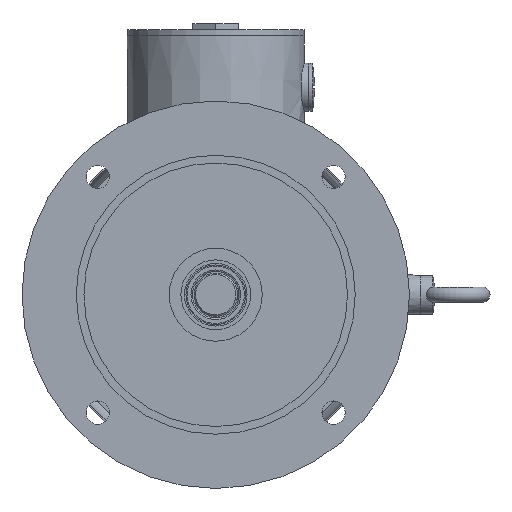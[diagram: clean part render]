
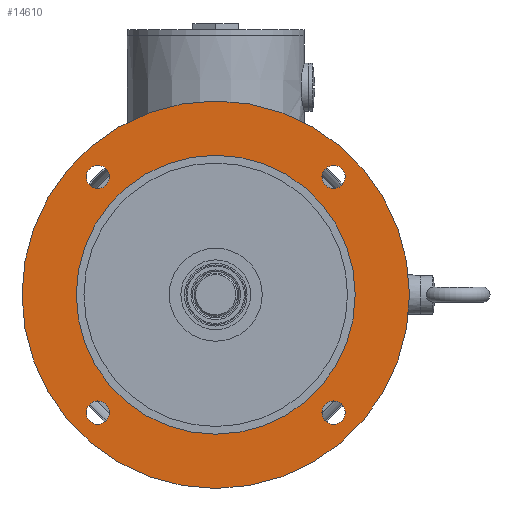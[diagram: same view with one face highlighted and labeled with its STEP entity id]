
A CAD part, left-side view. The second image highlights one B-rep face of the part: STEP entity #14610.
In plain terms, the highlighted planar face has unit normal (-1, 0, 0).
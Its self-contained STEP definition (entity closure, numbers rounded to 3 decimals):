
#14610=ADVANCED_FACE('', (#14620,#14630,#14640,#14650,#14660,#14670), 
#14680, .T.);
#47590=AXIS2_PLACEMENT_3D('Ax2Pl3d', #47600, #47610, #47620);
#47670=AXIS2_PLACEMENT_3D('Ax2Pl3d', #47680, #47690, #47700);
#47750=AXIS2_PLACEMENT_3D('Ax2Pl3d', #47760, #47770, #47780);
#47830=AXIS2_PLACEMENT_3D('Ax2Pl3d', #47840, #47850, #47860);
#47870=AXIS2_PLACEMENT_3D('Ax2Pl3d', #47880, #47890, #47900);
#47910=AXIS2_PLACEMENT_3D('Ax2Pl3d', #47920, #47930, #47940);
#47950=AXIS2_PLACEMENT_3D('Ax2Pl3d', #47960, #47970, #47980);
#47600=CARTESIAN_POINT('HicPkt', (-27.798,-75.37,
76.014));
#100190=CARTESIAN_POINT('', (-27.798,-67.87,
76.014));
#47680=CARTESIAN_POINT('HicPkt', (-27.798,76.657,
76.014));
#100200=CARTESIAN_POINT('', (-27.798,84.157,76.014)
);
#47760=CARTESIAN_POINT('HicPkt', (-27.798,76.657,
-76.014));
#100210=CARTESIAN_POINT('', (-27.798,84.157,
-76.014));
#47840=CARTESIAN_POINT('HicPkt', (-27.798,-75.37,
-76.014));
#100220=CARTESIAN_POINT('', (-27.798,-67.87,
-76.014));
#47880=CARTESIAN_POINT('HicPkt', (-27.798,125.644,0.));
#47920=CARTESIAN_POINT('HicPkt', (-27.798,0.644,0.));
#100230=CARTESIAN_POINT('', (-27.798,125.644,0.));
#47960=CARTESIAN_POINT('HicPkt', (-27.798,0.644,0.));
#100240=CARTESIAN_POINT('', (-27.798,90.644,0.));
#104200=CIRCLE('Circle', #47590, 7.5);
#104210=CIRCLE('Circle', #47670, 7.5);
#104220=CIRCLE('Circle', #47750, 7.5);
#104230=CIRCLE('Circle', #47830, 7.5);
#104240=CIRCLE('Circle', #47910, 125.);
#104250=CIRCLE('Circle', #47950, 90.);
#47610=DIRECTION('Axis', (-1.,0.,0.)
);
#47620=DIRECTION('RefDirection', (0.,
0.,-1.));
#47690=DIRECTION('Axis', (-1.,0.,0.)
);
#47700=DIRECTION('RefDirection', (0.,
0.,-1.));
#47770=DIRECTION('Axis', (-1.,0.,0.)
);
#47780=DIRECTION('RefDirection', (0.,
0.,-1.));
#47850=DIRECTION('Axis', (-1.,0.,0.)
);
#47860=DIRECTION('RefDirection', (0.,
0.,-1.));
#47890=DIRECTION('Axis', (-1.,0.,0.)
);
#47900=DIRECTION('RefDirection', (0.,
0.,-1.));
#47930=DIRECTION('Axis', (1.,0.,0.));
#47940=DIRECTION('RefDirection', (0.,0.,-1.));
#47970=DIRECTION('Axis', (1.,0.,0.));
#47980=DIRECTION('RefDirection', (0.,0.,-1.));
#143600=EDGE_CURVE('', #143610, #143610, #104200, .T.);
#143620=EDGE_CURVE('', #143630, #143630, #104210, .T.);
#143640=EDGE_CURVE('', #143650, #143650, #104220, .T.);
#143660=EDGE_CURVE('', #143670, #143670, #104230, .T.);
#143680=EDGE_CURVE('', #143690, #143690, #104240, .T.);
#143700=EDGE_CURVE('', #143710, #143710, #104250, .T.);
#164760=EDGE_LOOP('Edge_loop', (#164770));
#164780=EDGE_LOOP('Edge_loop', (#164790));
#164800=EDGE_LOOP('Edge_loop', (#164810));
#164820=EDGE_LOOP('Edge_loop', (#164830));
#164840=EDGE_LOOP('Edge_loop', (#164850));
#164860=EDGE_LOOP('Edge_loop', (#164870));
#14630=FACE_BOUND('', #164780, .T.);
#14640=FACE_BOUND('', #164800, .T.);
#14650=FACE_BOUND('', #164820, .T.);
#14660=FACE_BOUND('', #164840, .T.);
#14670=FACE_BOUND('', #164860, .T.);
#14620=FACE_OUTER_BOUND('Face_outer_bound', #164760, .T.);
#164770=ORIENTED_EDGE('', *, *, #143680, .F.);
#164790=ORIENTED_EDGE('', *, *, #143600, .F.);
#164810=ORIENTED_EDGE('', *, *, #143700, .T.);
#164830=ORIENTED_EDGE('', *, *, #143660, .F.);
#164850=ORIENTED_EDGE('', *, *, #143640, .F.);
#164870=ORIENTED_EDGE('', *, *, #143620, .F.);
#14680=PLANE('Plane', #47870);
#143610=VERTEX_POINT('', #100190);
#143630=VERTEX_POINT('', #100200);
#143650=VERTEX_POINT('', #100210);
#143670=VERTEX_POINT('', #100220);
#143690=VERTEX_POINT('', #100230);
#143710=VERTEX_POINT('', #100240);
